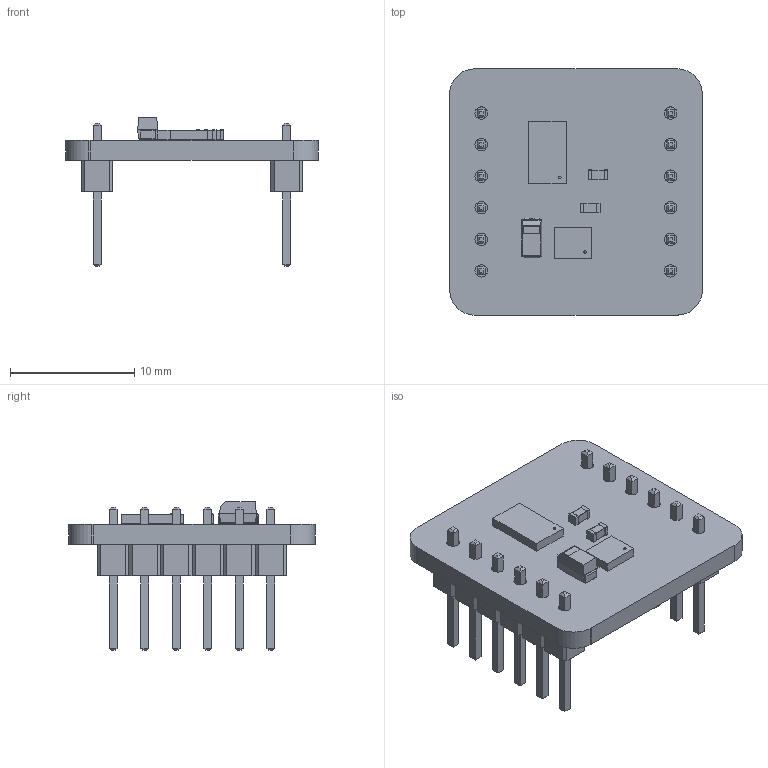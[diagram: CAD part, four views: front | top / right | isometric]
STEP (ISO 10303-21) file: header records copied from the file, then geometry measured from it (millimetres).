
FILE_DESCRIPTION(('KiCad electronic assembly'),'2;1');
FILE_NAME('IMU.step','2025-02-10T23:19:22',('Pcbnew'),('Kicad'), 'Open CASCADE STEP processor 7.8','KiCad to STEP converter','Unknown' );
FILE_SCHEMA(('AUTOMOTIVE_DESIGN { 1 0 10303 214 1 1 1 1 }'));
Length unit declared in the file: millimetre
Products named in the file (12): IMU 1; PinHeader_1x06_P2.54mm_Vertical; PinHeader_1x06_P254mm_Vertical; CP_EIA-3216-18_Kemet-A; CP_EIA_3216_18_Kemet_A; LGA-14_3x2.5mm_P0.5mm_LayoutBorder3x4y; LGA_14_3x25mm_P05mm_LayoutBorder3x4y; C_0603_1608Metric; LGA-8_3x5mm_P1.25mm; LGA_8_3x5mm_P125mm; IMU_PCB
Assembly tree (13 placements, depth 3):
  IMU 1
    PinHeader_1x06_P2.54mm_Vertical  x2
      PinHeader_1x06_P254mm_Vertical
    CP_EIA-3216-18_Kemet-A
      CP_EIA_3216_18_Kemet_A
    LGA-14_3x2.5mm_P0.5mm_LayoutBorder3x4y
      LGA_14_3x25mm_P05mm_LayoutBorder3x4y
    C_0603_1608Metric  x2
      C_0603_1608Metric
    LGA-8_3x5mm_P1.25mm
      LGA_8_3x5mm_P125mm
    IMU_PCB
Bounding box: 20.32 x 19.81 x 11.99 mm (x, y, z)
Volume: 886.7 mm3; surface area: 1679.9 mm2
Topology: 8 solids, 8 shells, 550 faces, 1340 edges, 860 vertices
Faces by surface type: plane 494, cylinder 47, bspline 9
Full cylindrical faces by diameter (mm): 0.2 x2, 1 x12
Entity records: 14555 total; most frequent: CARTESIAN_POINT 3057, ORIENTED_EDGE 1828, DIRECTION 1716, EDGE_CURVE 914, LINE 818, VECTOR 818, VERTEX_POINT 592, AXIS2_PLACEMENT_3D 449
